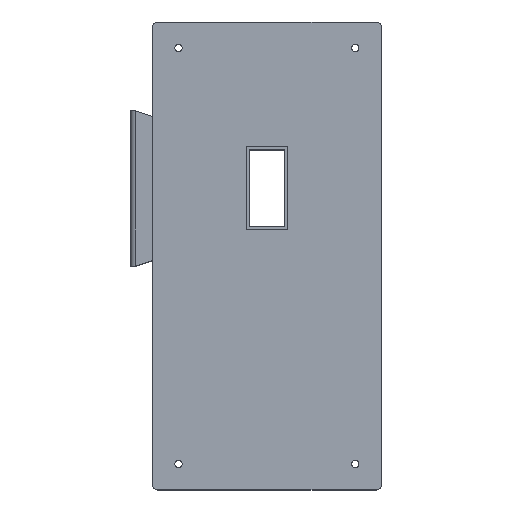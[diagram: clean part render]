
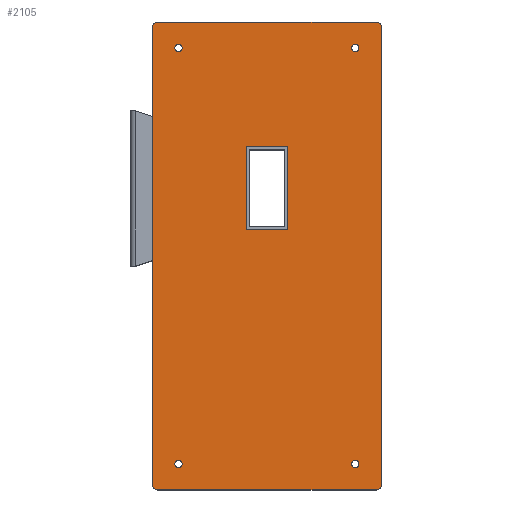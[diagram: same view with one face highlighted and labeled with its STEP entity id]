
A CAD part, top view. The second image highlights one B-rep face of the part: STEP entity #2105.
In plain terms, the highlighted planar face has unit normal (0, 0, 1).
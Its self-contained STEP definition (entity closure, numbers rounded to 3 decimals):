
#9 = VERTEX_POINT ( 'NONE', #252 ) ;
#10 = AXIS2_PLACEMENT_3D ( 'NONE', #565, #884, #2099 ) ;
#13 = CARTESIAN_POINT ( 'NONE',  ( 110., -285., 5. ) ) ;
#14 = ORIENTED_EDGE ( 'NONE', *, *, #90, .T. ) ;
#29 = CARTESIAN_POINT ( 'NONE',  ( -105., -290., 5. ) ) ;
#45 = EDGE_CURVE ( 'NONE', #1832, #1832, #1565, .T. ) ;
#60 = AXIS2_PLACEMENT_3D ( 'NONE', #91, #1368, #1228 ) ;
#74 = EDGE_LOOP ( 'NONE', ( #2148 ) ) ;
#90 = EDGE_CURVE ( 'NONE', #908, #2139, #862, .T. ) ;
#91 = CARTESIAN_POINT ( 'NONE',  ( -105., 155., 5. ) ) ;
#95 = AXIS2_PLACEMENT_3D ( 'NONE', #379, #2052, #1094 ) ;
#133 = EDGE_CURVE ( 'NONE', #625, #625, #1396, .T. ) ;
#147 = VERTEX_POINT ( 'NONE', #371 ) ;
#155 = EDGE_CURVE ( 'NONE', #1757, #147, #1012, .T. ) ;
#159 = CARTESIAN_POINT ( 'NONE',  ( -20., 40., 5. ) ) ;
#161 = DIRECTION ( 'NONE',  ( 0., 0., 1. ) ) ;
#168 = VECTOR ( 'NONE', #1052, 1000. ) ;
#199 = CARTESIAN_POINT ( 'NONE',  ( 110., -285., 5. ) ) ;
#205 = LINE ( 'NONE', #2159, #757 ) ;
#206 = CIRCLE ( 'NONE', #962, 3.5 ) ;
#224 = DIRECTION ( 'NONE',  ( 1., 0., 0. ) ) ;
#238 = FACE_OUTER_BOUND ( 'NONE', #1253, .T. ) ;
#252 = CARTESIAN_POINT ( 'NONE',  ( 105., 160., 5. ) ) ;
#259 = EDGE_CURVE ( 'NONE', #9, #921, #1640, .T. ) ;
#270 = LINE ( 'NONE', #2058, #2092 ) ;
#307 = EDGE_CURVE ( 'NONE', #921, #1186, #920, .T. ) ;
#355 = FACE_BOUND ( 'NONE', #2029, .T. ) ;
#371 = CARTESIAN_POINT ( 'NONE',  ( 20., -40., 5. ) ) ;
#379 = CARTESIAN_POINT ( 'NONE',  ( 105., 155., 5. ) ) ;
#397 = ORIENTED_EDGE ( 'NONE', *, *, #155, .F. ) ;
#404 = ORIENTED_EDGE ( 'NONE', *, *, #1738, .T. ) ;
#440 = ORIENTED_EDGE ( 'NONE', *, *, #2033, .F. ) ;
#447 = CARTESIAN_POINT ( 'NONE',  ( 88.5, -265., 5. ) ) ;
#466 = CIRCLE ( 'NONE', #95, 5. ) ;
#548 = DIRECTION ( 'NONE',  ( 0., 0., 1. ) ) ;
#565 = CARTESIAN_POINT ( 'NONE',  ( 105., -285., 5. ) ) ;
#589 = VERTEX_POINT ( 'NONE', #1260 ) ;
#602 = FACE_BOUND ( 'NONE', #1490, .T. ) ;
#625 = VERTEX_POINT ( 'NONE', #1800 ) ;
#636 = DIRECTION ( 'NONE',  ( 0., 0., 1. ) ) ;
#661 = EDGE_CURVE ( 'NONE', #1386, #908, #1071, .T. ) ;
#736 = ORIENTED_EDGE ( 'NONE', *, *, #661, .T. ) ;
#737 = AXIS2_PLACEMENT_3D ( 'NONE', #1261, #161, #1195 ) ;
#745 = DIRECTION ( 'NONE',  ( 0., 1., 0. ) ) ;
#757 = VECTOR ( 'NONE', #745, 1000. ) ;
#795 = DIRECTION ( 'NONE',  ( 0., 1., 0. ) ) ;
#826 = CARTESIAN_POINT ( 'NONE',  ( -85., 135., 5. ) ) ;
#834 = DIRECTION ( 'NONE',  ( -1., 0., 0. ) ) ;
#840 = DIRECTION ( 'NONE',  ( 1., 0., 0. ) ) ;
#862 = LINE ( 'NONE', #13, #1594 ) ;
#869 = CARTESIAN_POINT ( 'NONE',  ( -105., 160., 5. ) ) ;
#884 = DIRECTION ( 'NONE',  ( 0., 0., 1. ) ) ;
#896 = ORIENTED_EDGE ( 'NONE', *, *, #45, .F. ) ;
#908 = VERTEX_POINT ( 'NONE', #199 ) ;
#920 = CIRCLE ( 'NONE', #60, 5. ) ;
#921 = VERTEX_POINT ( 'NONE', #1465 ) ;
#962 = AXIS2_PLACEMENT_3D ( 'NONE', #1688, #1515, #1623 ) ;
#975 = EDGE_CURVE ( 'NONE', #2139, #9, #466, .T. ) ;
#985 = EDGE_CURVE ( 'NONE', #589, #589, #1127, .T. ) ;
#994 = DIRECTION ( 'NONE',  ( -1., 0., 0. ) ) ;
#1001 = ORIENTED_EDGE ( 'NONE', *, *, #259, .T. ) ;
#1012 = LINE ( 'NONE', #1191, #1917 ) ;
#1035 = CARTESIAN_POINT ( 'NONE',  ( -110., -285., 5. ) ) ;
#1052 = DIRECTION ( 'NONE',  ( 0., -1., 0. ) ) ;
#1054 = EDGE_CURVE ( 'NONE', #147, #1996, #205, .T. ) ;
#1062 = VECTOR ( 'NONE', #1073, 1000. ) ;
#1071 = CIRCLE ( 'NONE', #1737, 5. ) ;
#1073 = DIRECTION ( 'NONE',  ( 0., -1., 0. ) ) ;
#1077 = VERTEX_POINT ( 'NONE', #1775 ) ;
#1087 = ORIENTED_EDGE ( 'NONE', *, *, #2134, .F. ) ;
#1094 = DIRECTION ( 'NONE',  ( -1., 0., 0. ) ) ;
#1127 = CIRCLE ( 'NONE', #737, 3.5 ) ;
#1132 = CARTESIAN_POINT ( 'NONE',  ( -20., -40., 5. ) ) ;
#1138 = LINE ( 'NONE', #1416, #1534 ) ;
#1145 = CIRCLE ( 'NONE', #1994, 5. ) ;
#1170 = CARTESIAN_POINT ( 'NONE',  ( 105., -285., 5. ) ) ;
#1185 = DIRECTION ( 'NONE',  ( 0., 0., 1. ) ) ;
#1186 = VERTEX_POINT ( 'NONE', #1459 ) ;
#1191 = CARTESIAN_POINT ( 'NONE',  ( -20., -40., 5. ) ) ;
#1195 = DIRECTION ( 'NONE',  ( 1., 0., 0. ) ) ;
#1196 = AXIS2_PLACEMENT_3D ( 'NONE', #1352, #1185, #224 ) ;
#1220 = ORIENTED_EDGE ( 'NONE', *, *, #985, .F. ) ;
#1228 = DIRECTION ( 'NONE',  ( -1., 0., 0. ) ) ;
#1236 = CARTESIAN_POINT ( 'NONE',  ( 20., 40., 5. ) ) ;
#1246 = EDGE_LOOP ( 'NONE', ( #1617 ) ) ;
#1249 = ORIENTED_EDGE ( 'NONE', *, *, #307, .T. ) ;
#1253 = EDGE_LOOP ( 'NONE', ( #736, #14, #1797, #1001, #1249, #1723, #1511, #404 ) ) ;
#1260 = CARTESIAN_POINT ( 'NONE',  ( 88.5, 135., 5. ) ) ;
#1261 = CARTESIAN_POINT ( 'NONE',  ( 85., 135., 5. ) ) ;
#1352 = CARTESIAN_POINT ( 'NONE',  ( -85., -265., 5. ) ) ;
#1355 = CARTESIAN_POINT ( 'NONE',  ( -20., 40., 5. ) ) ;
#1363 = DIRECTION ( 'NONE',  ( 1., 0., 0. ) ) ;
#1368 = DIRECTION ( 'NONE',  ( 0., 0., 1. ) ) ;
#1381 = EDGE_CURVE ( 'NONE', #1186, #1077, #1720, .T. ) ;
#1386 = VERTEX_POINT ( 'NONE', #1654 ) ;
#1396 = CIRCLE ( 'NONE', #1607, 3.5 ) ;
#1409 = EDGE_CURVE ( 'NONE', #2089, #2089, #206, .T. ) ;
#1416 = CARTESIAN_POINT ( 'NONE',  ( -20., 40., 5. ) ) ;
#1417 = ORIENTED_EDGE ( 'NONE', *, *, #1054, .F. ) ;
#1459 = CARTESIAN_POINT ( 'NONE',  ( -110., 155., 5. ) ) ;
#1464 = LINE ( 'NONE', #159, #168 ) ;
#1465 = CARTESIAN_POINT ( 'NONE',  ( -105., 160., 5. ) ) ;
#1476 = VERTEX_POINT ( 'NONE', #1355 ) ;
#1490 = EDGE_LOOP ( 'NONE', ( #397, #1087, #440, #1417 ) ) ;
#1506 = PLANE ( 'NONE',  #10 ) ;
#1511 = ORIENTED_EDGE ( 'NONE', *, *, #1765, .T. ) ;
#1515 = DIRECTION ( 'NONE',  ( 0., 0., 1. ) ) ;
#1534 = VECTOR ( 'NONE', #994, 1000. ) ;
#1538 = FACE_BOUND ( 'NONE', #1851, .T. ) ;
#1565 = CIRCLE ( 'NONE', #1196, 3.5 ) ;
#1572 = FACE_BOUND ( 'NONE', #1246, .T. ) ;
#1594 = VECTOR ( 'NONE', #795, 1000. ) ;
#1595 = CARTESIAN_POINT ( 'NONE',  ( 110., 155., 5. ) ) ;
#1602 = CARTESIAN_POINT ( 'NONE',  ( -105., -285., 5. ) ) ;
#1607 = AXIS2_PLACEMENT_3D ( 'NONE', #826, #548, #1762 ) ;
#1617 = ORIENTED_EDGE ( 'NONE', *, *, #133, .F. ) ;
#1623 = DIRECTION ( 'NONE',  ( 1., 0., 0. ) ) ;
#1640 = LINE ( 'NONE', #869, #1763 ) ;
#1654 = CARTESIAN_POINT ( 'NONE',  ( 105., -290., 5. ) ) ;
#1688 = CARTESIAN_POINT ( 'NONE',  ( 85., -265., 5. ) ) ;
#1720 = LINE ( 'NONE', #1035, #1062 ) ;
#1723 = ORIENTED_EDGE ( 'NONE', *, *, #1381, .T. ) ;
#1737 = AXIS2_PLACEMENT_3D ( 'NONE', #1170, #636, #840 ) ;
#1738 = EDGE_CURVE ( 'NONE', #1866, #1386, #270, .T. ) ;
#1757 = VERTEX_POINT ( 'NONE', #1132 ) ;
#1762 = DIRECTION ( 'NONE',  ( 1., 0., 0. ) ) ;
#1763 = VECTOR ( 'NONE', #1869, 1000. ) ;
#1765 = EDGE_CURVE ( 'NONE', #1077, #1866, #1145, .T. ) ;
#1775 = CARTESIAN_POINT ( 'NONE',  ( -110., -285., 5. ) ) ;
#1797 = ORIENTED_EDGE ( 'NONE', *, *, #975, .T. ) ;
#1800 = CARTESIAN_POINT ( 'NONE',  ( -81.5, 135., 5. ) ) ;
#1832 = VERTEX_POINT ( 'NONE', #2153 ) ;
#1851 = EDGE_LOOP ( 'NONE', ( #896 ) ) ;
#1866 = VERTEX_POINT ( 'NONE', #29 ) ;
#1869 = DIRECTION ( 'NONE',  ( -1., 0., 0. ) ) ;
#1917 = VECTOR ( 'NONE', #1363, 1000. ) ;
#1943 = DIRECTION ( 'NONE',  ( 1., 0., 0. ) ) ;
#1994 = AXIS2_PLACEMENT_3D ( 'NONE', #1602, #2123, #834 ) ;
#1996 = VERTEX_POINT ( 'NONE', #1236 ) ;
#2029 = EDGE_LOOP ( 'NONE', ( #1220 ) ) ;
#2033 = EDGE_CURVE ( 'NONE', #1996, #1476, #1138, .T. ) ;
#2052 = DIRECTION ( 'NONE',  ( 0., 0., 1. ) ) ;
#2058 = CARTESIAN_POINT ( 'NONE',  ( -105., -290., 5. ) ) ;
#2089 = VERTEX_POINT ( 'NONE', #447 ) ;
#2092 = VECTOR ( 'NONE', #1943, 1000. ) ;
#2099 = DIRECTION ( 'NONE',  ( 1., 0., 0. ) ) ;
#2105 = ADVANCED_FACE ( 'NONE', ( #1572, #355, #1538, #2130, #238, #602 ), #1506, .T. ) ;
#2123 = DIRECTION ( 'NONE',  ( 0., 0., 1. ) ) ;
#2130 = FACE_BOUND ( 'NONE', #74, .T. ) ;
#2134 = EDGE_CURVE ( 'NONE', #1476, #1757, #1464, .T. ) ;
#2139 = VERTEX_POINT ( 'NONE', #1595 ) ;
#2148 = ORIENTED_EDGE ( 'NONE', *, *, #1409, .F. ) ;
#2153 = CARTESIAN_POINT ( 'NONE',  ( -81.5, -265., 5. ) ) ;
#2159 = CARTESIAN_POINT ( 'NONE',  ( 20., 40., 5. ) ) ;
